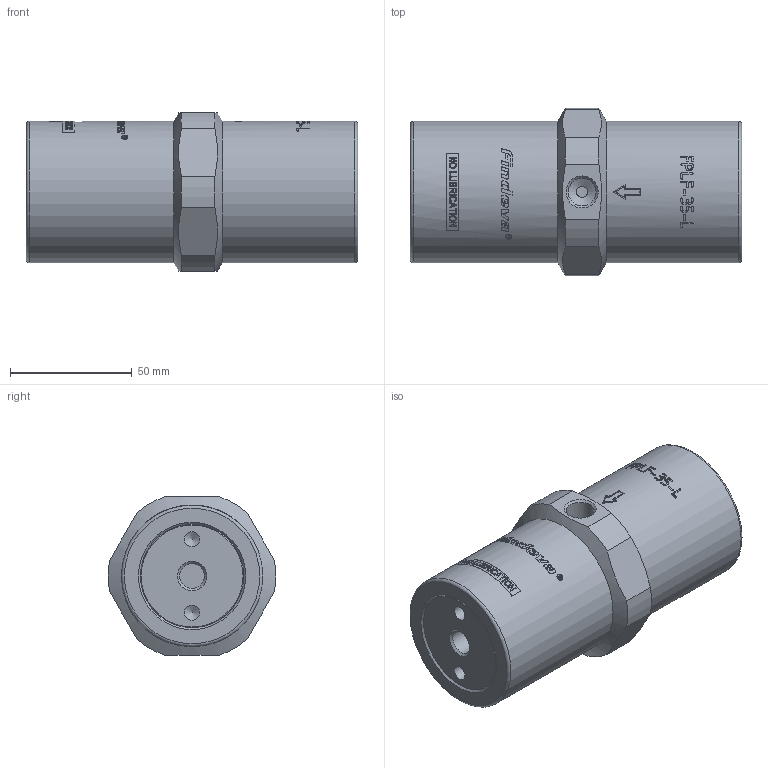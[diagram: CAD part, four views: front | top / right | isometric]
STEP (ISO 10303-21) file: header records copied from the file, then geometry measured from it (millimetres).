
FILE_DESCRIPTION((''),'2;1');
FILE_NAME('9535-30-M.stp','2012-04-02T23:25:12',('Petr'),(''),'Autodesk Inventor 2011','Autodesk Inventor 2011','');
FILE_SCHEMA(('CONFIG_CONTROL_DESIGN'));
Length unit declared in the file: millimetre
Products named in the file (1): 9535-30-M
Bounding box: 136 x 68.73 x 65 mm (x, y, z)
Volume: 368722.6 mm3; surface area: 33752.6 mm2
Topology: 1 solids, 1 shells, 477 faces, 1263 edges, 839 vertices
Faces by surface type: bspline 208, plane 191, cylinder 62, cone 14, torus 2
Full cylindrical faces by diameter (mm): 6.2 x4, 10.106 x1, 11.445 x2, 58 x2
Entity records: 54976 total; most frequent: CARTESIAN_POINT 44509, ORIENTED_EDGE 2454, DIRECTION 1363, EDGE_CURVE 1227, VERTEX_POINT 828, B_SPLINE_CURVE_WITH_KNOTS 571, EDGE_LOOP 553, FACE_OUTER_BOUND 477
